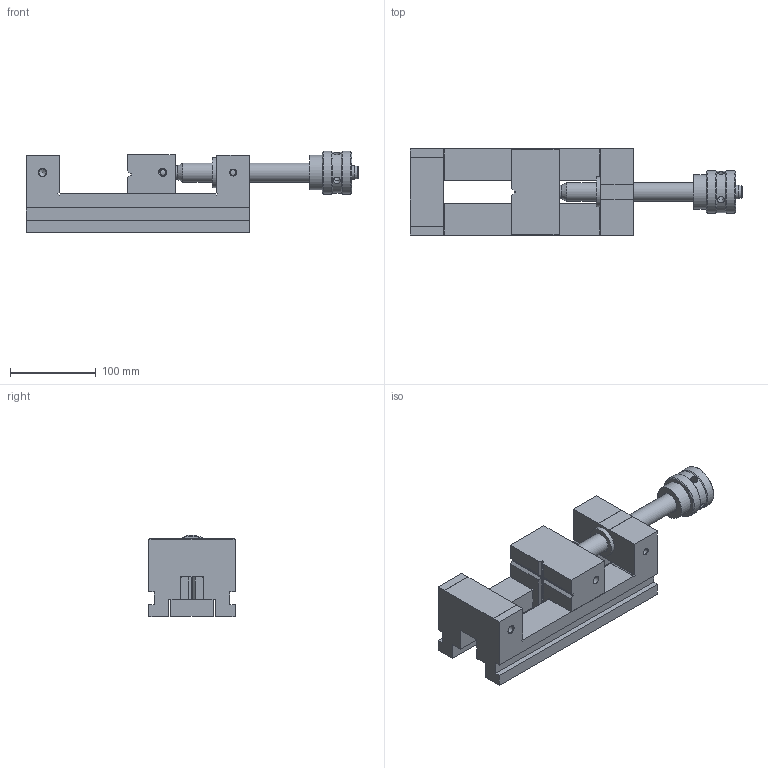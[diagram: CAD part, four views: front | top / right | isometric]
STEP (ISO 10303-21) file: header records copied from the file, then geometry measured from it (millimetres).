
FILE_DESCRIPTION(/* description */ (''),/* implementation_level */ '2;1');
FILE_NAME(/* name */ '32-100 STEP.stp',/* time_stamp */ '2024-01-26T10:55:41+01:00',/* author */ (''),/* organization */ (''),/* preprocessor_version */ 'ST-DEVELOPER v18.1',/* originating_system */ 'SIEMENS PLM Software NX 1973',/* authorisation */ '');
FILE_SCHEMA (('AUTOMOTIVE_DESIGN { 1 0 10303 214 3 1 1 1 }'));
Length unit declared in the file: millimetre
Products named in the file (1): 32-100 Montaje STEP
Bounding box: 387.05 x 100.5 x 95.23 mm (x, y, z)
Volume: 1479304.3 mm3; surface area: 214256.6 mm2
Topology: 6 solids, 6 shells, 179 faces, 455 edges, 296 vertices
Faces by surface type: plane 107, cylinder 37, cone 32, bspline 2, torus 1
Full cylindrical faces by diameter (mm): 5 x1, 6.8 x4, 8.1 x4, 8.5 x4, 9.5 x2, 10.5 x2, 12 x1, 14.5 x2, 16 x4, 17 x2, 19 x1, 22 x1, 22.2 x1, 30 x2, 35 x1, 36 x1, 40 x1, 48 x1, 50 x2
Entity records: 5330 total; most frequent: CARTESIAN_POINT 1358, DIRECTION 778, ORIENTED_EDGE 698, EDGE_CURVE 349, EDGE_LOOP 280, VERTEX_POINT 272, AXIS2_PLACEMENT_3D 262, LINE 254
